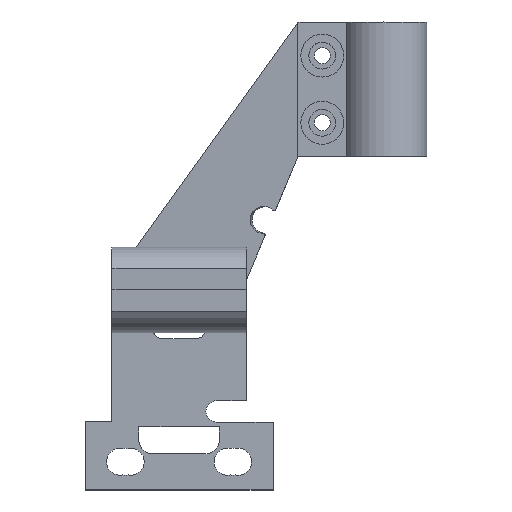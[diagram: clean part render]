
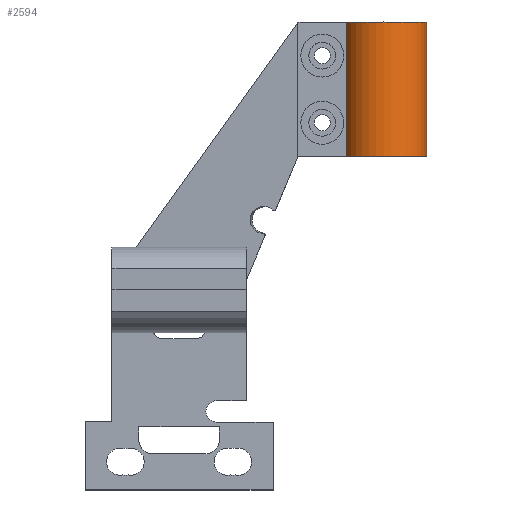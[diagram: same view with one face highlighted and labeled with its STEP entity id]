
A CAD part, top view. The second image highlights one B-rep face of the part: STEP entity #2594.
In plain terms, the highlighted cylindrical face has radius 8 mm (diameter 16 mm), a partial arc.
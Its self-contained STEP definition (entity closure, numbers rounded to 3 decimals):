
#111=CYLINDRICAL_SURFACE('',#2835,8.);
#262=CIRCLE('',#2830,8.);
#263=CIRCLE('',#2836,8.);
#394=FACE_OUTER_BOUND('',#565,.T.);
#565=EDGE_LOOP('',(#2335,#2336,#2337,#2338));
#775=LINE('',#4896,#998);
#784=LINE('',#4919,#1007);
#998=VECTOR('',#3480,10.);
#1007=VECTOR('',#3509,10.);
#1252=VERTEX_POINT('',#4892);
#1254=VERTEX_POINT('',#4895);
#1257=VERTEX_POINT('',#4910);
#1258=VERTEX_POINT('',#4918);
#1609=EDGE_CURVE('',#1254,#1252,#775,.T.);
#1618=EDGE_CURVE('',#1254,#1257,#262,.T.);
#1621=EDGE_CURVE('',#1258,#1257,#784,.T.);
#1623=EDGE_CURVE('',#1258,#1252,#263,.T.);
#2335=ORIENTED_EDGE('',*,*,#1609,.T.);
#2336=ORIENTED_EDGE('',*,*,#1623,.F.);
#2337=ORIENTED_EDGE('',*,*,#1621,.T.);
#2338=ORIENTED_EDGE('',*,*,#1618,.F.);
#2594=ADVANCED_FACE('',(#394),#111,.T.);
#2830=AXIS2_PLACEMENT_3D('',#4911,#3497,#3498);
#2835=AXIS2_PLACEMENT_3D('',#4921,#3511,#3512);
#2836=AXIS2_PLACEMENT_3D('',#4922,#3513,#3514);
#3480=DIRECTION('',(0.,1.,0.));
#3497=DIRECTION('center_axis',(0.,-1.,0.));
#3498=DIRECTION('ref_axis',(-1.,0.,0.));
#3509=DIRECTION('',(0.,-1.,0.));
#3511=DIRECTION('center_axis',(0.,-1.,0.));
#3512=DIRECTION('ref_axis',(-1.,0.,0.));
#3513=DIRECTION('center_axis',(0.,1.,0.));
#3514=DIRECTION('ref_axis',(-1.,0.,0.));
#4892=CARTESIAN_POINT('',(77.25,50.,-64.375));
#4895=CARTESIAN_POINT('',(77.25,25.,-64.375));
#4896=CARTESIAN_POINT('',(77.25,50.,-64.375));
#4910=CARTESIAN_POINT('',(62.322,25.,-60.375));
#4911=CARTESIAN_POINT('Origin',(69.25,25.,-64.375));
#4918=CARTESIAN_POINT('',(62.322,50.,-60.375));
#4919=CARTESIAN_POINT('',(62.322,50.,-60.375));
#4921=CARTESIAN_POINT('Origin',(69.25,50.,-64.375));
#4922=CARTESIAN_POINT('Origin',(69.25,50.,-64.375));
